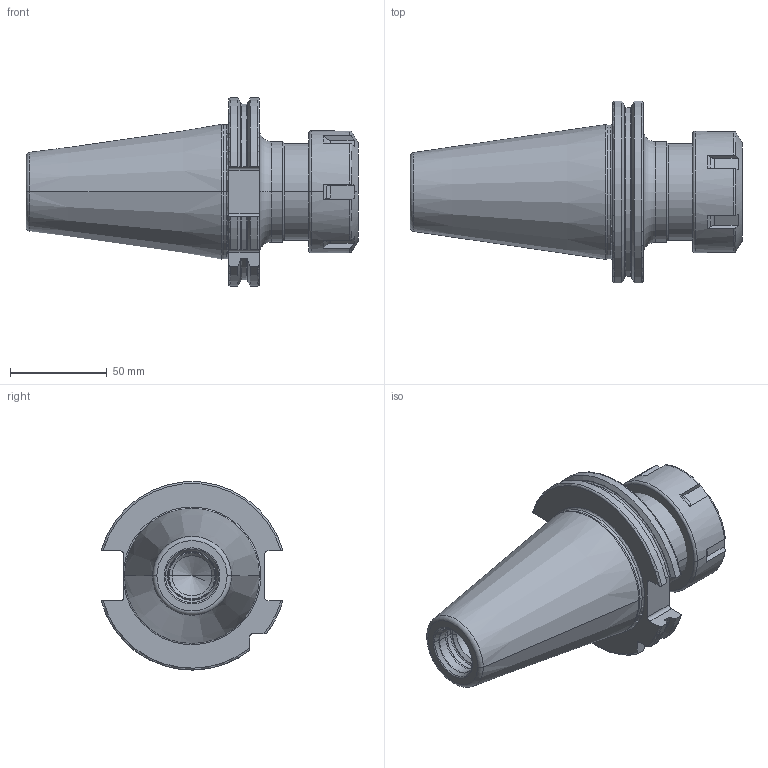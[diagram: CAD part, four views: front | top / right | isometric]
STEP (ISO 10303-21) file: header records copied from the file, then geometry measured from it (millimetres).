
FILE_DESCRIPTION((''),'2;1');
FILE_NAME('50-320-40_ASM','2011-08-31T',('mei'),(''),'PRO/ENGINEER BY PARAMETRIC TECHNOLOGY CORPORATION, 2010430','PRO/ENGINEER BY PARAMETRIC TECHNOLOGY CORPORATION, 2010430','');
FILE_SCHEMA(('CONFIG_CONTROL_DESIGN'));
Length unit declared in the file: millimetre
Products named in the file (3): 50-320-40; 83-912-40; 50-320-40_ASM
Assembly tree (2 placements, depth 2):
  50-320-40_ASM
    50-320-40
    83-912-40
Bounding box: 171.6 x 94 x 97.29 mm (x, y, z)
Volume: 441132.9 mm3; surface area: 63978.3 mm2
Topology: 2 solids, 3 shells, 149 faces, 385 edges, 243 vertices
Faces by surface type: plane 49, torus 38, cylinder 38, cone 24
Entity records: 4919 total; most frequent: CARTESIAN_POINT 1252, ORIENTED_EDGE 762, DIRECTION 755, EDGE_CURVE 383, AXIS2_PLACEMENT_3D 306, VERTEX_POINT 243, EDGE_LOOP 154, CIRCLE 150
